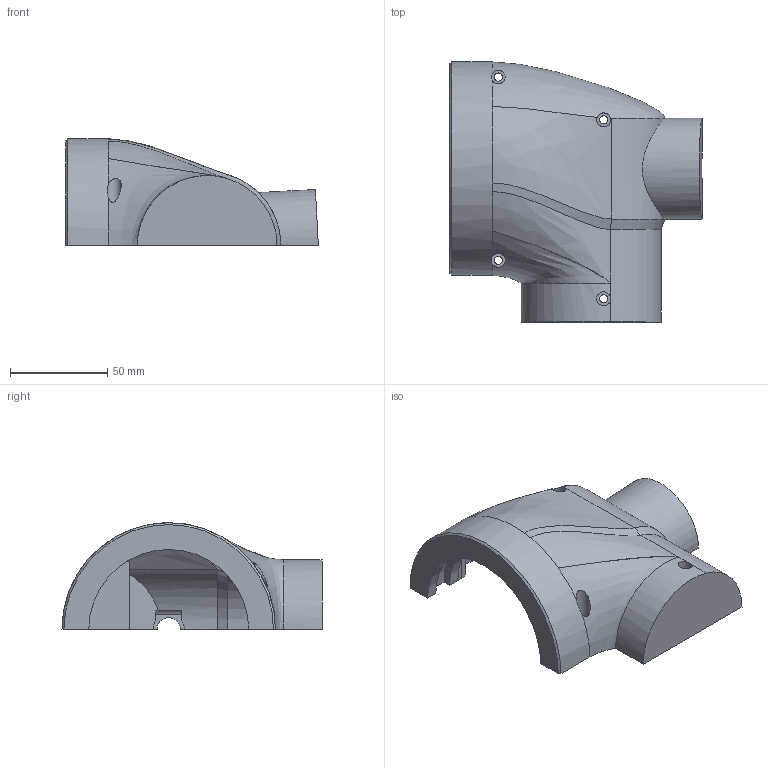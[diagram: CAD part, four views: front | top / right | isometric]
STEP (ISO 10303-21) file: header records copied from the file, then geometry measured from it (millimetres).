
FILE_DESCRIPTION(/* description */ ('STEP AP214'),/* implementation_level */ '2;1');
FILE_NAME(/* name */ '683c50ed4258294a187f3d26',/* time_stamp */ '2025-06-01T13:09:02Z',/* author */ (''),/* organization */ (''),/* preprocessor_version */ 'ST-DEVELOPER v20',/* originating_system */ 'ONSHAPE BY PTC INC, 1.198',/* authorisation */ ' ');
FILE_SCHEMA (('AUTOMOTIVE_DESIGN {1 0 10303 214 3 1 1}'));
Length unit declared in the file: metre
Products named in the file (1): Part 13
Bounding box: 130.15 x 134 x 54.95 mm (x, y, z)
Volume: 184600.5 mm3; surface area: 52833.5 mm2
Topology: 1 solids, 1 shells, 71 faces, 201 edges, 132 vertices
Faces by surface type: plane 32, cylinder 26, bspline 10, cone 3
Full cylindrical faces by diameter (mm): 4.2 x4, 7.2 x4
Entity records: 2752 total; most frequent: CARTESIAN_POINT 1044, ORIENTED_EDGE 370, DIRECTION 300, EDGE_CURVE 185, VERTEX_POINT 124, AXIS2_PLACEMENT_3D 106, LINE 88, VECTOR 88
